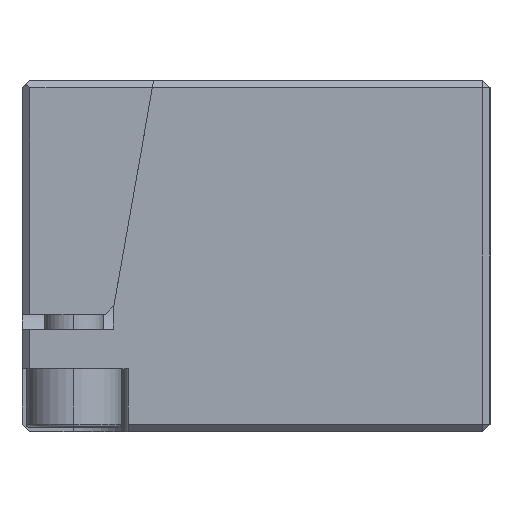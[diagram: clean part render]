
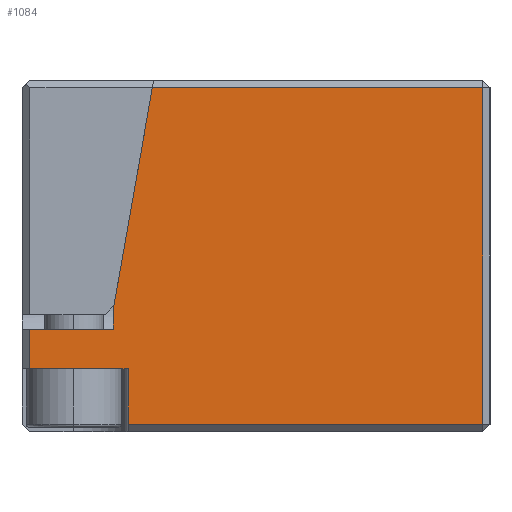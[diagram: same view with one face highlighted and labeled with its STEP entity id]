
A CAD part, left-side view. The second image highlights one B-rep face of the part: STEP entity #1084.
In plain terms, the highlighted planar face has unit normal (-1, 0, 0).
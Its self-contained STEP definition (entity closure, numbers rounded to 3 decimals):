
#301 = CARTESIAN_POINT ( 'NONE',  ( -135., 19.995, -10. ) ) ;
#396 = VECTOR ( 'NONE', #19305, 1000. ) ;
#788 = DIRECTION ( 'NONE',  ( 0., 0., 1. ) ) ;
#1084 = ADVANCED_FACE ( 'NONE', ( #15422 ), #15224, .F. ) ;
#1112 = LINE ( 'NONE', #7276, #1974 ) ;
#1248 = VECTOR ( 'NONE', #1421, 1000. ) ;
#1293 = ORIENTED_EDGE ( 'NONE', *, *, #15562, .F. ) ;
#1421 = DIRECTION ( 'NONE',  ( 0., 1., 0. ) ) ;
#1974 = VECTOR ( 'NONE', #3828, 1000. ) ;
#2873 = DIRECTION ( 'NONE',  ( 0., -1., 0. ) ) ;
#2985 = VECTOR ( 'NONE', #13541, 1000. ) ;
#3043 = LINE ( 'NONE', #301, #16436 ) ;
#3481 = CARTESIAN_POINT ( 'NONE',  ( -135., 31., -10. ) ) ;
#3701 = LINE ( 'NONE', #19107, #396 ) ;
#3828 = DIRECTION ( 'NONE',  ( 0., 0., -1. ) ) ;
#4106 = CARTESIAN_POINT ( 'NONE',  ( -135., -31., 24. ) ) ;
#4211 = CARTESIAN_POINT ( 'NONE',  ( -135., -31., -23. ) ) ;
#4290 = VECTOR ( 'NONE', #11723, 1000. ) ;
#5136 = EDGE_LOOP ( 'NONE', ( #17636, #18515, #13268, #16089, #15517, #11435, #1293, #9983, #11938 ) ) ;
#5319 = VERTEX_POINT ( 'NONE', #16425 ) ;
#5630 = EDGE_CURVE ( 'NONE', #16972, #19257, #19888, .T. ) ;
#5919 = VERTEX_POINT ( 'NONE', #16429 ) ;
#6099 = DIRECTION ( 'NONE',  ( 0., 0., -1. ) ) ;
#6380 = EDGE_CURVE ( 'NONE', #9166, #5919, #14997, .T. ) ;
#7276 = CARTESIAN_POINT ( 'NONE',  ( -135., 31., 24. ) ) ;
#7439 = LINE ( 'NONE', #19607, #2985 ) ;
#8007 = VECTOR ( 'NONE', #9037, 1000. ) ;
#8058 = CARTESIAN_POINT ( 'NONE',  ( -135., 17.5, -23. ) ) ;
#8525 = VERTEX_POINT ( 'NONE', #14908 ) ;
#8789 = CARTESIAN_POINT ( 'NONE',  ( -135., 32., 23. ) ) ;
#9037 = DIRECTION ( 'NONE',  ( 0., -1., 0. ) ) ;
#9166 = VERTEX_POINT ( 'NONE', #18815 ) ;
#9983 = ORIENTED_EDGE ( 'NONE', *, *, #19059, .F. ) ;
#11007 = VERTEX_POINT ( 'NONE', #18089 ) ;
#11435 = ORIENTED_EDGE ( 'NONE', *, *, #6380, .T. ) ;
#11723 = DIRECTION ( 'NONE',  ( 0., 0., 1. ) ) ;
#11938 = ORIENTED_EDGE ( 'NONE', *, *, #15146, .F. ) ;
#11961 = AXIS2_PLACEMENT_3D ( 'NONE', #18572, #15124, #6099 ) ;
#11998 = LINE ( 'NONE', #18084, #8007 ) ;
#12124 = EDGE_CURVE ( 'NONE', #18723, #16972, #3701, .T. ) ;
#12309 = CARTESIAN_POINT ( 'NONE',  ( -135., 32., -23. ) ) ;
#12328 = EDGE_CURVE ( 'NONE', #19257, #9166, #19899, .T. ) ;
#13208 = CARTESIAN_POINT ( 'NONE',  ( -135., 17.5, -15.4 ) ) ;
#13268 = ORIENTED_EDGE ( 'NONE', *, *, #12124, .T. ) ;
#13541 = DIRECTION ( 'NONE',  ( 0., -1., 0. ) ) ;
#14674 = LINE ( 'NONE', #19214, #17895 ) ;
#14895 = VERTEX_POINT ( 'NONE', #3481 ) ;
#14908 = CARTESIAN_POINT ( 'NONE',  ( -135., 19.5, -7.192 ) ) ;
#14997 = LINE ( 'NONE', #8789, #1248 ) ;
#15124 = DIRECTION ( 'NONE',  ( 1., 0., 0. ) ) ;
#15146 = EDGE_CURVE ( 'NONE', #14895, #11007, #11998, .T. ) ;
#15224 = PLANE ( 'NONE',  #11961 ) ;
#15422 = FACE_OUTER_BOUND ( 'NONE', #5136, .T. ) ;
#15517 = ORIENTED_EDGE ( 'NONE', *, *, #12328, .T. ) ;
#15562 = EDGE_CURVE ( 'NONE', #8525, #5919, #3043, .T. ) ;
#16089 = ORIENTED_EDGE ( 'NONE', *, *, #5630, .T. ) ;
#16425 = CARTESIAN_POINT ( 'NONE',  ( -135., 31., -15.4 ) ) ;
#16429 = CARTESIAN_POINT ( 'NONE',  ( -135., 14.176, 23. ) ) ;
#16436 = VECTOR ( 'NONE', #17241, 1000. ) ;
#16972 = VERTEX_POINT ( 'NONE', #8058 ) ;
#17241 = DIRECTION ( 'NONE',  ( 0., -0.174, 0.985 ) ) ;
#17636 = ORIENTED_EDGE ( 'NONE', *, *, #17825, .T. ) ;
#17825 = EDGE_CURVE ( 'NONE', #14895, #5319, #1112, .T. ) ;
#17895 = VECTOR ( 'NONE', #788, 1000. ) ;
#18031 = VECTOR ( 'NONE', #2873, 1000. ) ;
#18084 = CARTESIAN_POINT ( 'NONE',  ( -135., 32., -10. ) ) ;
#18089 = CARTESIAN_POINT ( 'NONE',  ( -135., 19.5, -10. ) ) ;
#18515 = ORIENTED_EDGE ( 'NONE', *, *, #19126, .T. ) ;
#18572 = CARTESIAN_POINT ( 'NONE',  ( -135., 32., 24. ) ) ;
#18723 = VERTEX_POINT ( 'NONE', #13208 ) ;
#18815 = CARTESIAN_POINT ( 'NONE',  ( -135., -31., 23. ) ) ;
#19059 = EDGE_CURVE ( 'NONE', #11007, #8525, #14674, .T. ) ;
#19107 = CARTESIAN_POINT ( 'NONE',  ( -135., 17.5, 24. ) ) ;
#19126 = EDGE_CURVE ( 'NONE', #5319, #18723, #7439, .T. ) ;
#19214 = CARTESIAN_POINT ( 'NONE',  ( -135., 19.5, 24. ) ) ;
#19257 = VERTEX_POINT ( 'NONE', #4211 ) ;
#19305 = DIRECTION ( 'NONE',  ( 0., 0., -1. ) ) ;
#19607 = CARTESIAN_POINT ( 'NONE',  ( -135., 32., -15.4 ) ) ;
#19888 = LINE ( 'NONE', #12309, #18031 ) ;
#19899 = LINE ( 'NONE', #4106, #4290 ) ;
